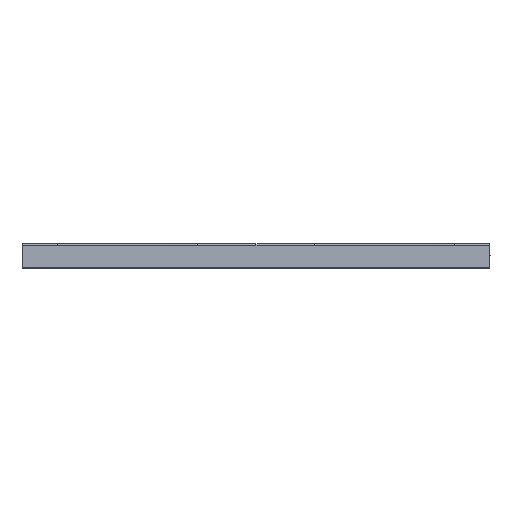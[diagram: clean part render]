
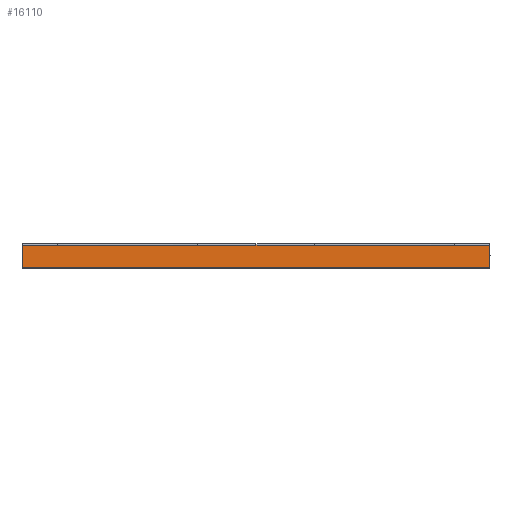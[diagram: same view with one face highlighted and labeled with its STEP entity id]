
A CAD part, top view. The second image highlights one B-rep face of the part: STEP entity #16110.
In plain terms, the highlighted planar face has unit normal (0, 0.035, 0.999).
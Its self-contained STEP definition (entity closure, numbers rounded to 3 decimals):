
#1=CARTESIAN_POINT('',(-400.,-1.998,436.173));
#2=CARTESIAN_POINT('',(-394.382,-2.005,436.173));
#3=CARTESIAN_POINT('',(-374.382,-2.027,436.174));
#4=CARTESIAN_POINT('',(-354.382,-2.039,436.174));
#5=CARTESIAN_POINT('',(-340.,-2.039,436.174));
#7=CARTESIAN_POINT('',(100.087,-1.955,436.171));
#8=CARTESIAN_POINT('',(111.871,-1.959,436.172));
#9=CARTESIAN_POINT('',(134.124,-1.967,436.172));
#10=CARTESIAN_POINT('',(163.458,-1.98,436.172));
#11=CARTESIAN_POINT('',(189.043,-1.992,436.173));
#12=CARTESIAN_POINT('',(211.988,-2.003,436.173));
#13=CARTESIAN_POINT('',(232.244,-2.012,436.173));
#14=CARTESIAN_POINT('',(251.183,-2.019,436.174));
#15=CARTESIAN_POINT('',(269.505,-2.026,436.174));
#16=CARTESIAN_POINT('',(286.625,-2.031,436.174));
#17=CARTESIAN_POINT('',(303.424,-2.035,436.174));
#18=CARTESIAN_POINT('',(320.931,-2.038,436.174));
#19=CARTESIAN_POINT('',(333.516,-2.039,436.174));
#20=CARTESIAN_POINT('',(340.,-2.039,436.174));
#22=DIRECTION('',(1.,0.001,0.));
#23=VECTOR('',#22,60.);
#24=CARTESIAN_POINT('',(340.,-2.039,436.174));
#25=LINE('',#24,#23);
#26=DIRECTION('',(0.,-0.999,0.035));
#27=VECTOR('',#26,38.025);
#28=CARTESIAN_POINT('',(-400.,-1.998,436.173));
#29=LINE('',#28,#27);
#91=DIRECTION('',(1.,0.,0.));
#92=VECTOR('',#91,800.);
#93=CARTESIAN_POINT('',(-400.,-40.,437.5));
#94=LINE('',#93,#92);
#214=DIRECTION('',(0.,0.999,-0.035));
#215=VECTOR('',#214,38.025);
#216=CARTESIAN_POINT('',(400.,-40.,437.5));
#217=LINE('',#216,#215);
#685=DIRECTION('',(-1.,0.,0.));
#686=VECTOR('',#685,100.087);
#687=CARTESIAN_POINT('',(100.087,-1.955,436.171));
#688=LINE('',#687,#686);
#694=DIRECTION('',(-1.,0.,0.));
#695=VECTOR('',#694,100.087);
#696=CARTESIAN_POINT('',(0.,-1.955,436.171));
#697=LINE('',#696,#695);
#728=CARTESIAN_POINT('',(-100.087,-1.955,436.171));
#729=CARTESIAN_POINT('',(-126.912,-1.964,436.172));
#730=CARTESIAN_POINT('',(-180.45,-1.983,436.172));
#731=CARTESIAN_POINT('',(-260.421,-2.011,436.173));
#732=CARTESIAN_POINT('',(-313.511,-2.029,436.174));
#733=CARTESIAN_POINT('',(-340.,-2.039,436.174));
#14641=CARTESIAN_POINT('',(-400.,-1.998,436.173));
#14642=CARTESIAN_POINT('',(-400.,-40.,437.5));
#14643=VERTEX_POINT('',#14641);
#14644=VERTEX_POINT('',#14642);
#14645=VERTEX_POINT('',#5);
#14646=VERTEX_POINT('',#728);
#14647=CARTESIAN_POINT('',(0.,-1.955,
436.171));
#14648=VERTEX_POINT('',#14647);
#14649=CARTESIAN_POINT('',(100.087,-1.955,
436.171));
#14650=VERTEX_POINT('',#14649);
#14651=VERTEX_POINT('',#20);
#14652=CARTESIAN_POINT('',(400.,-1.998,436.173));
#14653=VERTEX_POINT('',#14652);
#14654=CARTESIAN_POINT('',(400.,-40.,437.5));
#14655=VERTEX_POINT('',#14654);
#16085=CARTESIAN_POINT('',(0.,-20.977,436.836));
#16086=DIRECTION('',(0.,0.035,0.999));
#16087=DIRECTION('',(0.,0.999,-0.035));
#16088=AXIS2_PLACEMENT_3D('',#16085,#16086,#16087);
#16089=PLANE('',#16088);
#16091=ORIENTED_EDGE('',*,*,#16090,.F.);
#16093=ORIENTED_EDGE('',*,*,#16092,.T.);
#16095=ORIENTED_EDGE('',*,*,#16094,.F.);
#16097=ORIENTED_EDGE('',*,*,#16096,.F.);
#16099=ORIENTED_EDGE('',*,*,#16098,.F.);
#16101=ORIENTED_EDGE('',*,*,#16100,.T.);
#16103=ORIENTED_EDGE('',*,*,#16102,.T.);
#16105=ORIENTED_EDGE('',*,*,#16104,.F.);
#16107=ORIENTED_EDGE('',*,*,#16106,.F.);
#16108=EDGE_LOOP('',(#16091,#16093,#16095,#16097,#16099,#16101,#16103,#16105,
#16107));
#16109=FACE_OUTER_BOUND('',#16108,.F.);
#16110=ADVANCED_FACE('',(#16109),#16089,.T.);
#6=B_SPLINE_CURVE_WITH_KNOTS('',3,(#1,#2,#3,#4,#5),.UNSPECIFIED.,.F.,.F.,(4,1,
4),(0.,0.281,1.),.UNSPECIFIED.);
#21=B_SPLINE_CURVE_WITH_KNOTS('',3,(#7,#8,#9,#10,#11,#12,#13,#14,#15,#16,#17,
#18,#19,#20),.UNSPECIFIED.,.F.,.F.,(4,1,1,1,1,1,1,1,1,1,1,4),(0.,
0.091,0.182,0.273,0.364,
0.455,0.545,0.636,0.727,
0.818,0.909,1.),.UNSPECIFIED.);
#734=B_SPLINE_CURVE_WITH_KNOTS('',3,(#728,#729,#730,#731,#732,#733),
.UNSPECIFIED.,.F.,.F.,(4,1,1,4),(0.,0.333,0.667,1.),
.UNSPECIFIED.);
#16090=EDGE_CURVE('',#14643,#14644,#29,.T.);
#16092=EDGE_CURVE('',#14643,#14645,#6,.T.);
#16094=EDGE_CURVE('',#14646,#14645,#734,.T.);
#16096=EDGE_CURVE('',#14648,#14646,#697,.T.);
#16098=EDGE_CURVE('',#14650,#14648,#688,.T.);
#16100=EDGE_CURVE('',#14650,#14651,#21,.T.);
#16102=EDGE_CURVE('',#14651,#14653,#25,.T.);
#16104=EDGE_CURVE('',#14655,#14653,#217,.T.);
#16106=EDGE_CURVE('',#14644,#14655,#94,.T.);
